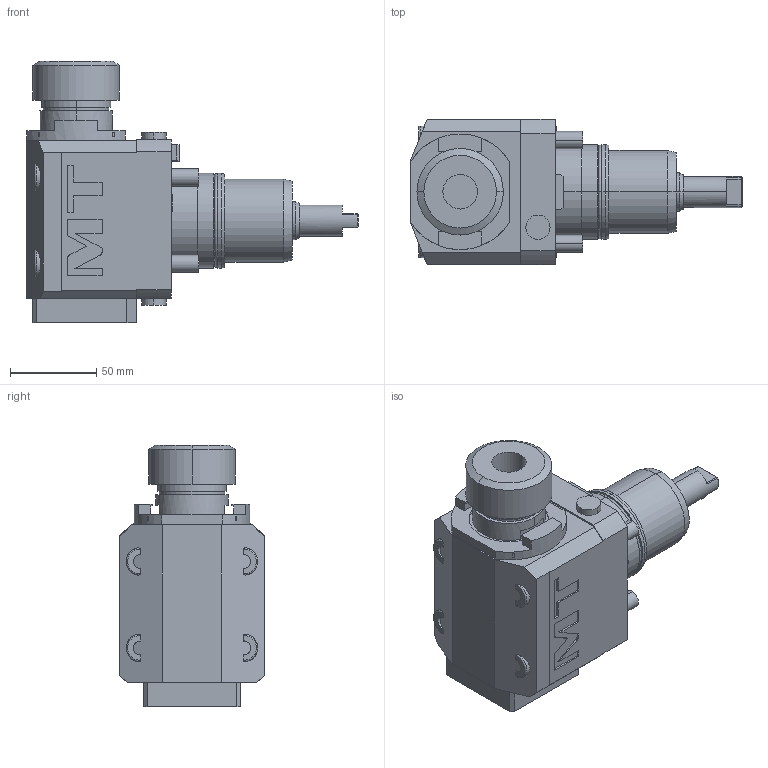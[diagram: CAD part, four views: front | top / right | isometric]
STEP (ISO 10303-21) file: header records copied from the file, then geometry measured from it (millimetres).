
FILE_DESCRIPTION((''),'2;1');
FILE_NAME('NKM0022532_CONF','2023-03-03T15:35:36',('smalpassi'),('M.T. srl'),'CREO PARAMETRIC BY PTC INC, 2021072','CREO PARAMETRIC BY PTC INC, 2021072','');
FILE_SCHEMA(('CONFIG_CONTROL_DESIGN'));
Length unit declared in the file: millimetre
Products named in the file (1): NKM0022532_CONF
Bounding box: 192 x 84 x 151.16 mm (x, y, z)
Volume: 893219.5 mm3; surface area: 78805.1 mm2
Topology: 1 solids, 1 shells, 257 faces, 624 edges, 410 vertices
Faces by surface type: plane 147, cylinder 78, torus 14, cone 14, extrusion 4
Entity records: 8234 total; most frequent: CARTESIAN_POINT 2015, DIRECTION 1292, ORIENTED_EDGE 1248, EDGE_CURVE 624, AXIS2_PLACEMENT_3D 447, VERTEX_POINT 410, VECTOR 398, LINE 394
